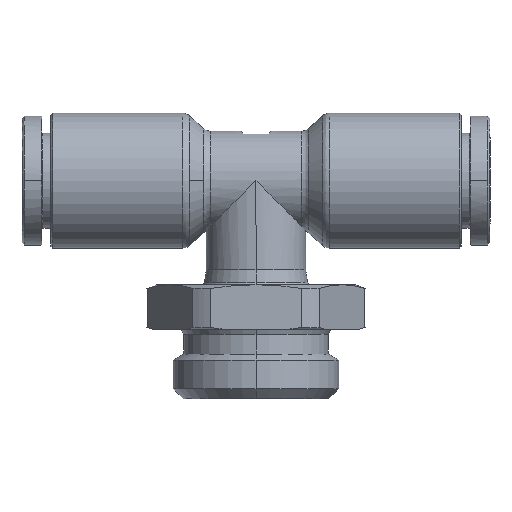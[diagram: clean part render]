
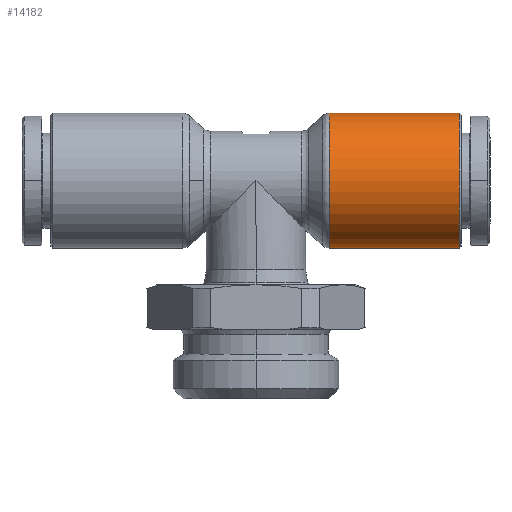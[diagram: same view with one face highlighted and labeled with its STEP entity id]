
A CAD part, front view. The second image highlights one B-rep face of the part: STEP entity #14182.
In plain terms, the highlighted cylindrical face has radius 6.8 mm (diameter 13.6 mm), a partial arc.
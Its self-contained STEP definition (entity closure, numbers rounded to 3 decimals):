
#3 = CARTESIAN_POINT ( 'NONE',  ( 7.384, 0., 6.8 ) ) ;
#378 = CARTESIAN_POINT ( 'NONE',  ( 7.384, 0., 0. ) ) ;
#1985 = FACE_OUTER_BOUND ( 'NONE', #6910, .T. ) ;
#2324 = LINE ( 'NONE', #8577, #25941 ) ;
#3422 = EDGE_CURVE ( 'NONE', #24766, #21220, #16543, .T. ) ;
#3575 = VERTEX_POINT ( 'NONE', #3 ) ;
#4003 = CARTESIAN_POINT ( 'NONE',  ( 7.384, 0., -6.8 ) ) ;
#5280 = DIRECTION ( 'NONE',  ( 0., 0., -1. ) ) ;
#6143 = CARTESIAN_POINT ( 'NONE',  ( 20.5, 0., -6.8 ) ) ;
#6296 = ORIENTED_EDGE ( 'NONE', *, *, #3422, .T. ) ;
#6425 = DIRECTION ( 'NONE',  ( 1., 0., 0. ) ) ;
#6910 = EDGE_LOOP ( 'NONE', ( #19784, #21408, #19274, #6296 ) ) ;
#8577 = CARTESIAN_POINT ( 'NONE',  ( 13., 0., -6.8 ) ) ;
#8832 = DIRECTION ( 'NONE',  ( 0., 0., -1. ) ) ;
#10290 = EDGE_CURVE ( 'NONE', #23592, #24766, #2324, .T. ) ;
#12121 = AXIS2_PLACEMENT_3D ( 'NONE', #378, #21265, #5280 ) ;
#12449 = CARTESIAN_POINT ( 'NONE',  ( 20.5, 0., 6.8 ) ) ;
#14018 = AXIS2_PLACEMENT_3D ( 'NONE', #22148, #26639, #26433 ) ;
#14154 = LINE ( 'NONE', #14259, #24165 ) ;
#14182 = ADVANCED_FACE ( 'NONE', ( #1985 ), #16318, .T. ) ;
#14259 = CARTESIAN_POINT ( 'NONE',  ( 13., 0., 6.8 ) ) ;
#14704 = AXIS2_PLACEMENT_3D ( 'NONE', #15889, #6425, #8832 ) ;
#15889 = CARTESIAN_POINT ( 'NONE',  ( 13., 0., 0. ) ) ;
#16318 = CYLINDRICAL_SURFACE ( 'NONE', #14704, 6.8 ) ;
#16543 = CIRCLE ( 'NONE', #14018, 6.8 ) ;
#17524 = DIRECTION ( 'NONE',  ( 1., 0., 0. ) ) ;
#17898 = CIRCLE ( 'NONE', #12121, 6.8 ) ;
#19208 = EDGE_CURVE ( 'NONE', #3575, #23592, #17898, .T. ) ;
#19274 = ORIENTED_EDGE ( 'NONE', *, *, #10290, .T. ) ;
#19784 = ORIENTED_EDGE ( 'NONE', *, *, #22854, .F. ) ;
#20751 = DIRECTION ( 'NONE',  ( 1., 0., 0. ) ) ;
#21220 = VERTEX_POINT ( 'NONE', #12449 ) ;
#21265 = DIRECTION ( 'NONE',  ( 1., 0., 0. ) ) ;
#21408 = ORIENTED_EDGE ( 'NONE', *, *, #19208, .T. ) ;
#22148 = CARTESIAN_POINT ( 'NONE',  ( 20.5, 0., 0. ) ) ;
#22854 = EDGE_CURVE ( 'NONE', #3575, #21220, #14154, .T. ) ;
#23592 = VERTEX_POINT ( 'NONE', #4003 ) ;
#24165 = VECTOR ( 'NONE', #20751, 1000. ) ;
#24766 = VERTEX_POINT ( 'NONE', #6143 ) ;
#25941 = VECTOR ( 'NONE', #17524, 1000. ) ;
#26433 = DIRECTION ( 'NONE',  ( 0., 0., -1. ) ) ;
#26639 = DIRECTION ( 'NONE',  ( -1., 0., 0. ) ) ;
